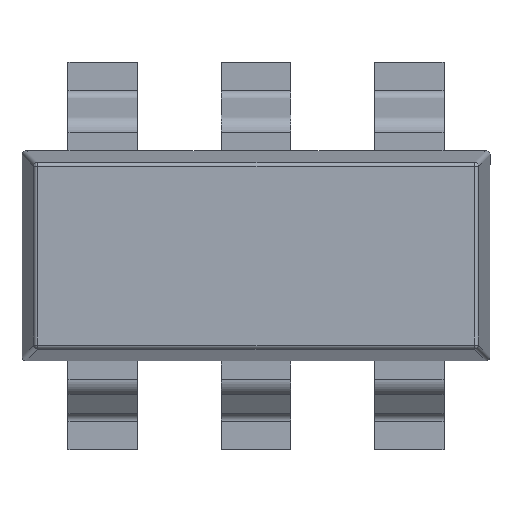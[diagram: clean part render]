
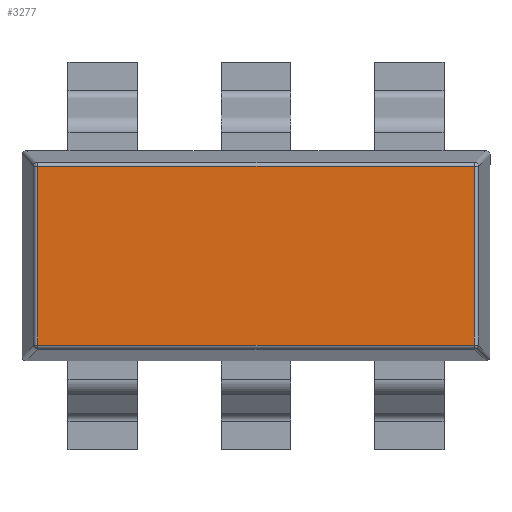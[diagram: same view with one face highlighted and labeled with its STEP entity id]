
A CAD part, top view. The second image highlights one B-rep face of the part: STEP entity #3277.
In plain terms, the highlighted planar face has unit normal (0, 0, 1).
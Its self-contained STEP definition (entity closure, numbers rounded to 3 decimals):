
#303 = EDGE_CURVE ( 'NONE', #2974, #1319, #2246, .T. ) ;
#362 = ORIENTED_EDGE ( 'NONE', *, *, #2868, .T. ) ;
#481 = CARTESIAN_POINT ( 'NONE',  ( 1.353, -0.553, 1. ) ) ;
#733 = CARTESIAN_POINT ( 'NONE',  ( 0., 0.553, 1. ) ) ;
#992 = CARTESIAN_POINT ( 'NONE',  ( -1.353, 0., 1. ) ) ;
#1070 = DIRECTION ( 'NONE',  ( 1., 0., 0. ) ) ;
#1082 = VERTEX_POINT ( 'NONE', #2255 ) ;
#1127 = EDGE_LOOP ( 'NONE', ( #1662, #362, #3531, #3193 ) ) ;
#1242 = DIRECTION ( 'NONE',  ( 0., 0., 1. ) ) ;
#1319 = VERTEX_POINT ( 'NONE', #1522 ) ;
#1503 = PLANE ( 'NONE',  #3567 ) ;
#1522 = CARTESIAN_POINT ( 'NONE',  ( 1.353, 0.553, 1. ) ) ;
#1562 = DIRECTION ( 'NONE',  ( -1., 0., 0. ) ) ;
#1574 = CARTESIAN_POINT ( 'NONE',  ( 0., -0.553, 1. ) ) ;
#1601 = VECTOR ( 'NONE', #3469, 1000. ) ;
#1662 = ORIENTED_EDGE ( 'NONE', *, *, #1950, .T. ) ;
#1742 = VECTOR ( 'NONE', #1070, 1000. ) ;
#1950 = EDGE_CURVE ( 'NONE', #1319, #1082, #2652, .T. ) ;
#2013 = EDGE_CURVE ( 'NONE', #2889, #2974, #2568, .T. ) ;
#2246 = LINE ( 'NONE', #2630, #1601 ) ;
#2255 = CARTESIAN_POINT ( 'NONE',  ( -1.353, 0.553, 1. ) ) ;
#2568 = LINE ( 'NONE', #1574, #1742 ) ;
#2630 = CARTESIAN_POINT ( 'NONE',  ( 1.353, 0., 1. ) ) ;
#2652 = LINE ( 'NONE', #733, #3326 ) ;
#2752 = FACE_OUTER_BOUND ( 'NONE', #1127, .T. ) ;
#2868 = EDGE_CURVE ( 'NONE', #1082, #2889, #3077, .T. ) ;
#2889 = VERTEX_POINT ( 'NONE', #3479 ) ;
#2909 = CARTESIAN_POINT ( 'NONE',  ( 0., 0., 1. ) ) ;
#2974 = VERTEX_POINT ( 'NONE', #481 ) ;
#3077 = LINE ( 'NONE', #992, #3168 ) ;
#3168 = VECTOR ( 'NONE', #3218, 1000. ) ;
#3191 = DIRECTION ( 'NONE',  ( 1., 0., 0. ) ) ;
#3193 = ORIENTED_EDGE ( 'NONE', *, *, #303, .T. ) ;
#3218 = DIRECTION ( 'NONE',  ( 0., -1., 0. ) ) ;
#3277 = ADVANCED_FACE ( 'NONE', ( #2752 ), #1503, .T. ) ;
#3326 = VECTOR ( 'NONE', #1562, 1000. ) ;
#3469 = DIRECTION ( 'NONE',  ( 0., 1., 0. ) ) ;
#3479 = CARTESIAN_POINT ( 'NONE',  ( -1.353, -0.553, 1. ) ) ;
#3531 = ORIENTED_EDGE ( 'NONE', *, *, #2013, .T. ) ;
#3567 = AXIS2_PLACEMENT_3D ( 'NONE', #2909, #1242, #3191 ) ;
